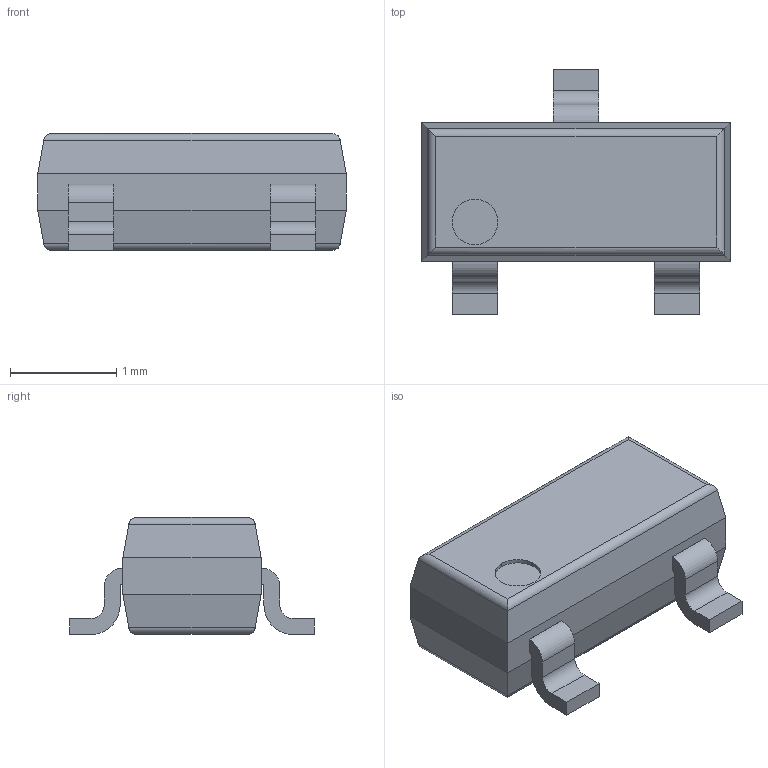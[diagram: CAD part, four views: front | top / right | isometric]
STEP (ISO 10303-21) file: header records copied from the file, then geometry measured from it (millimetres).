
FILE_DESCRIPTION(('FreeCAD Model'),'2;1');
FILE_NAME( 'SOT95P230X110-3.step', '2021-04-02T15:39:22',('kicad StepUp'),('ksu MCAD'), 'Open CASCADE STEP processor 7.2','FreeCAD','Unknown');
FILE_SCHEMA(('AUTOMOTIVE_DESIGN { 1 0 10303 214 1 1 1 1 }'));
Length unit declared in the file: millimetre
Products named in the file (1): SOT95P230X110-3
Bounding box: 2.9 x 2.3 x 1.1 mm (x, y, z)
Volume: 4.1 mm3; surface area: 18.6 mm2
Topology: 4 solids, 4 shells, 67 faces, 158 edges, 100 vertices
Faces by surface type: plane 45, cylinder 22
Entity records: 2369 total; most frequent: CARTESIAN_POINT 350, ORIENTED_EDGE 316, DIRECTION 314, EDGE_CURVE 158, LINE 122, VECTOR 122, VERTEX_POINT 100, AXIS2_PLACEMENT_3D 96
